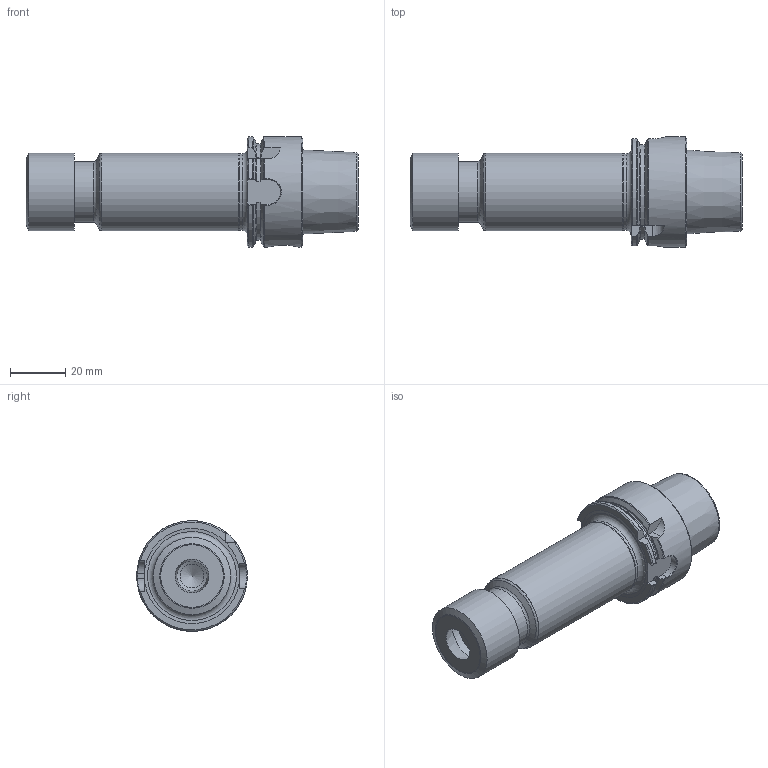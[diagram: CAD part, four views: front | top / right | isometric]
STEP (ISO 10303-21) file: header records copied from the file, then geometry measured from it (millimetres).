
FILE_DESCRIPTION(/* description */ (''),/* implementation_level */ '2;1');
FILE_NAME(/* name */ 'AHSKA40-ER-16-100.stp',/* time_stamp */ '2024-11-21T14:12:31+03:00',/* author */ (''),/* organization */ (''),/* preprocessor_version */ 'ST-DEVELOPER v19.4',/* originating_system */ 'SIEMENS PLM Software NX2306.5001',/* authorisation */ '');
FILE_SCHEMA (('AUTOMOTIVE_DESIGN { 1 0 10303 214 3 1 1 1 }'));
Length unit declared in the file: millimetre
Products named in the file (1): AHSKA40-ER-16-100-light_objects
Bounding box: 120 x 40 x 40 mm (x, y, z)
Volume: 77260.2 mm3; surface area: 16504 mm2
Topology: 1 solids, 1 shells, 100 faces, 262 edges, 167 vertices
Faces by surface type: plane 36, cone 24, cylinder 19, torus 18, bspline 3
Full cylindrical faces by diameter (mm): 8.5 x1, 10 x1, 11 x1, 20.5 x1, 22 x1, 27.8 x1, 28 x2, 40 x1
Entity records: 3389 total; most frequent: CARTESIAN_POINT 1163, ORIENTED_EDGE 444, DIRECTION 421, EDGE_CURVE 222, AXIS2_PLACEMENT_3D 176, VERTEX_POINT 159, EDGE_LOOP 133, ADVANCED_FACE 100
